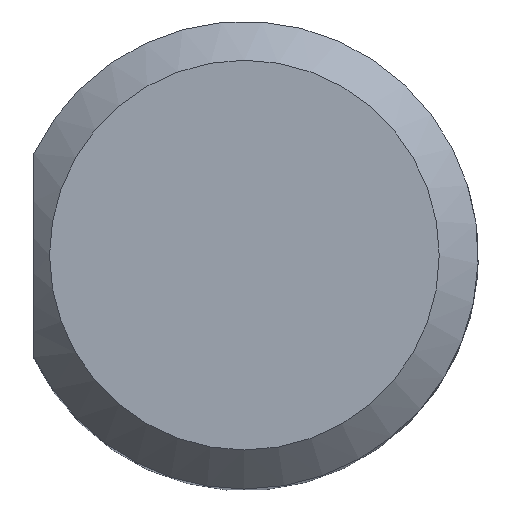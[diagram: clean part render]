
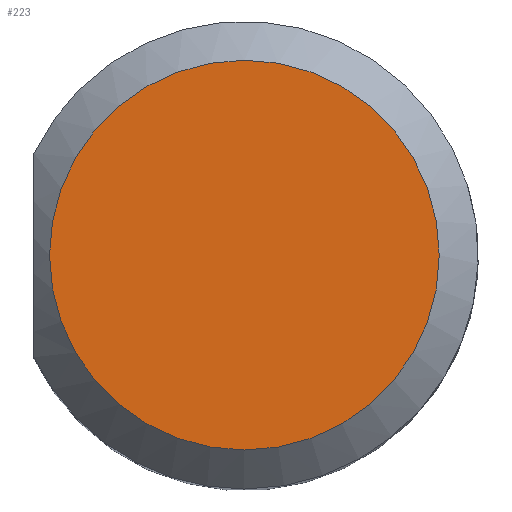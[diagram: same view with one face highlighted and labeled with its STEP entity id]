
A CAD part, top view. The second image highlights one B-rep face of the part: STEP entity #223.
In plain terms, the highlighted planar face has unit normal (0, 0, 1).
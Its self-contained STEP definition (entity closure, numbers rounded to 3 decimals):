
#145=PLANE('',#685);
#223=ADVANCED_FACE('',(#258),#145,.T.);
#258=FACE_OUTER_BOUND('',#285,.T.);
#285=EDGE_LOOP('',(#395));
#325=CIRCLE('',#677,5.);
#395=ORIENTED_EDGE('',*,*,#550,.F.);
#497=VERTEX_POINT('',#992);
#550=EDGE_CURVE('',#497,#497,#325,.T.);
#677=AXIS2_PLACEMENT_3D('',#991,#778,#779);
#685=AXIS2_PLACEMENT_3D('',#1017,#795,#796);
#778=DIRECTION('',(0.,0.,-1.));
#779=DIRECTION('',(0.,-1.,0.));
#795=DIRECTION('',(0.,0.,1.));
#796=DIRECTION('',(0.,1.,0.));
#991=CARTESIAN_POINT('',(0.,0.,0.));
#992=CARTESIAN_POINT('',(0.,-5.,0.));
#1017=CARTESIAN_POINT('',(5.,0.,0.));
